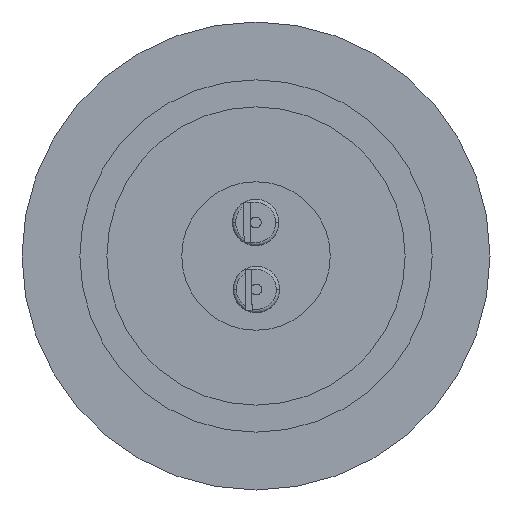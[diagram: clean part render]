
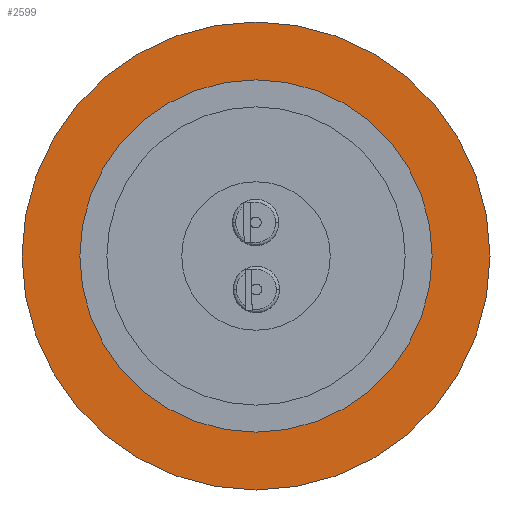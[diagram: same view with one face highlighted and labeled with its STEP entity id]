
A CAD part, front view. The second image highlights one B-rep face of the part: STEP entity #2599.
In plain terms, the highlighted planar face has unit normal (0, -1, 0).
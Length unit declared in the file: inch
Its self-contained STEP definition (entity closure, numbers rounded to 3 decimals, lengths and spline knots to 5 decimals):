
#39 = VERTEX_POINT ( 'NONE', #3216 ) ;
#142 = DIRECTION ( 'NONE',  ( 0., -1., 0. ) ) ;
#252 = CARTESIAN_POINT ( 'NONE',  ( 0., -0.1, -0.815 ) ) ;
#483 = EDGE_CURVE ( 'NONE', #791, #3153, #2337, .T. ) ;
#577 = DIRECTION ( 'NONE',  ( 0., -1., 0. ) ) ;
#758 = CARTESIAN_POINT ( 'NONE',  ( 0., -0.1, 0. ) ) ;
#791 = VERTEX_POINT ( 'NONE', #1051 ) ;
#822 = EDGE_LOOP ( 'NONE', ( #2278, #2141 ) ) ;
#1051 = CARTESIAN_POINT ( 'NONE',  ( 0., -0.1, 0.815 ) ) ;
#1059 = DIRECTION ( 'NONE',  ( 0., 0., 1. ) ) ;
#1175 = PLANE ( 'NONE',  #2363 ) ;
#1429 = AXIS2_PLACEMENT_3D ( 'NONE', #1986, #142, #2297 ) ;
#1460 = EDGE_CURVE ( 'NONE', #39, #1538, #2842, .T. ) ;
#1475 = CIRCLE ( 'NONE', #1849, 0.815 ) ;
#1538 = VERTEX_POINT ( 'NONE', #3154 ) ;
#1605 = DIRECTION ( 'NONE',  ( 0., 1., 0. ) ) ;
#1623 = DIRECTION ( 'NONE',  ( 0., -1., 0. ) ) ;
#1742 = ORIENTED_EDGE ( 'NONE', *, *, #3515, .T. ) ;
#1840 = ORIENTED_EDGE ( 'NONE', *, *, #483, .T. ) ;
#1849 = AXIS2_PLACEMENT_3D ( 'NONE', #758, #2890, #1059 ) ;
#1986 = CARTESIAN_POINT ( 'NONE',  ( 0., -0.1, 0. ) ) ;
#2141 = ORIENTED_EDGE ( 'NONE', *, *, #1460, .T. ) ;
#2278 = ORIENTED_EDGE ( 'NONE', *, *, #3510, .T. ) ;
#2297 = DIRECTION ( 'NONE',  ( 0., 0., 1. ) ) ;
#2308 = CIRCLE ( 'NONE', #1429, 1.0825 ) ;
#2337 = CIRCLE ( 'NONE', #2638, 0.815 ) ;
#2363 = AXIS2_PLACEMENT_3D ( 'NONE', #3859, #577, #2719 ) ;
#2599 = ADVANCED_FACE ( 'NONE', ( #3471, #3379 ), #1175, .T. ) ;
#2638 = AXIS2_PLACEMENT_3D ( 'NONE', #3413, #1605, #3693 ) ;
#2719 = DIRECTION ( 'NONE',  ( 0., 0., -1. ) ) ;
#2842 = CIRCLE ( 'NONE', #3844, 1.0825 ) ;
#2890 = DIRECTION ( 'NONE',  ( 0., 1., 0. ) ) ;
#3153 = VERTEX_POINT ( 'NONE', #252 ) ;
#3154 = CARTESIAN_POINT ( 'NONE',  ( 0., -0.1, 1.0825 ) ) ;
#3216 = CARTESIAN_POINT ( 'NONE',  ( 0., -0.1, -1.0825 ) ) ;
#3379 = FACE_BOUND ( 'NONE', #3621, .T. ) ;
#3413 = CARTESIAN_POINT ( 'NONE',  ( 0., -0.1, 0. ) ) ;
#3426 = CARTESIAN_POINT ( 'NONE',  ( 0., -0.1, 0. ) ) ;
#3471 = FACE_OUTER_BOUND ( 'NONE', #822, .T. ) ;
#3510 = EDGE_CURVE ( 'NONE', #1538, #39, #2308, .T. ) ;
#3515 = EDGE_CURVE ( 'NONE', #3153, #791, #1475, .T. ) ;
#3621 = EDGE_LOOP ( 'NONE', ( #1840, #1742 ) ) ;
#3693 = DIRECTION ( 'NONE',  ( 0., 0., 1. ) ) ;
#3704 = DIRECTION ( 'NONE',  ( 0., 0., 1. ) ) ;
#3844 = AXIS2_PLACEMENT_3D ( 'NONE', #3426, #1623, #3704 ) ;
#3859 = CARTESIAN_POINT ( 'NONE',  ( 0., -0.1, 0. ) ) ;
